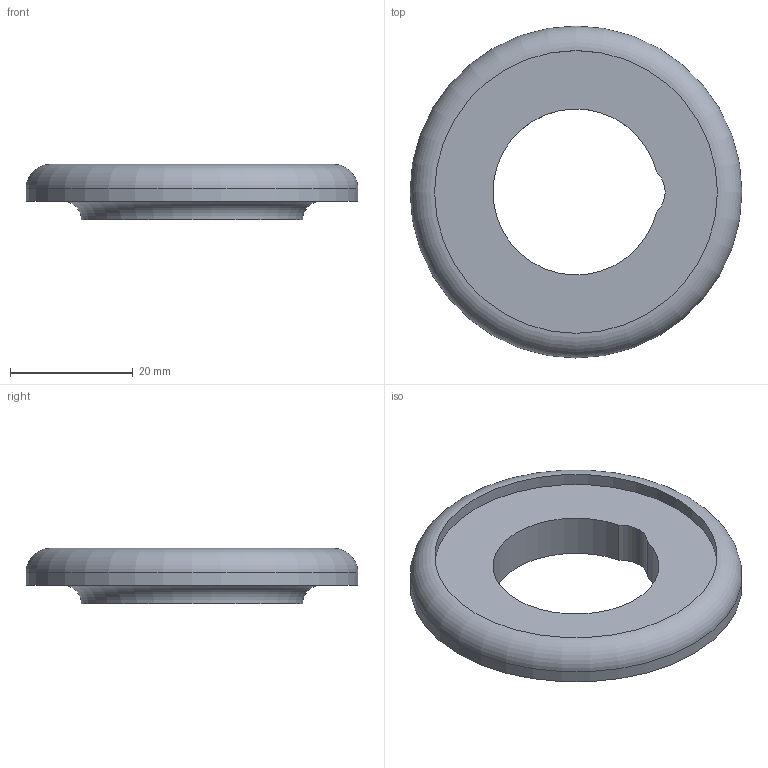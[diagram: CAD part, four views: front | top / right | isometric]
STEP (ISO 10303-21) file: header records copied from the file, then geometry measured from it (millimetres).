
FILE_DESCRIPTION(('FreeCAD Model'),'2;1');
FILE_NAME( 'Adaptateur_lavabo.step', '2020-06-27T11:32:46',('Author'),(''), 'Open CASCADE STEP processor 7.3','FreeCAD','Unknown');
FILE_SCHEMA(('AUTOMOTIVE_DESIGN { 1 0 10303 214 1 1 1 1 }'));
Length unit declared in the file: millimetre
Products named in the file (1): Support_robinet
Bounding box: 54 x 54 x 9 mm (x, y, z)
Volume: 8535.1 mm3; surface area: 5678.8 mm2
Topology: 1 solids, 1 shells, 14 faces, 25 edges, 16 vertices
Faces by surface type: cylinder 7, plane 5, torus 2
Full cylindrical faces by diameter (mm): 45 x1, 46 x1, 50 x1, 54 x1
Entity records: 707 total; most frequent: DIRECTION 121, CARTESIAN_POINT 118, ORIENTED_EDGE 50, PCURVE 50, DEFINITIONAL_REPRESENTATION 50, LINE 43, VECTOR 43, AXIS2_PLACEMENT_3D 33
